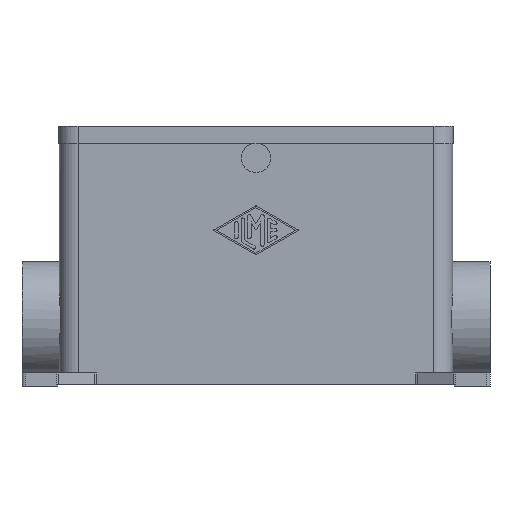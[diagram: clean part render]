
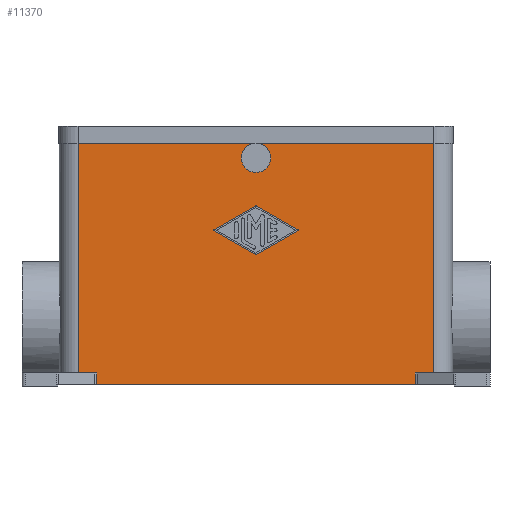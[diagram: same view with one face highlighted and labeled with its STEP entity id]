
A CAD part, front view. The second image highlights one B-rep face of the part: STEP entity #11370.
In plain terms, the highlighted planar face has unit normal (0, -1, 0).
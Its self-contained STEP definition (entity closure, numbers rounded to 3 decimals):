
#6020=CARTESIAN_POINT('',(-49.041,-21.75,-50.5));
#6030=VERTEX_POINT('',#6020);
#6060=CARTESIAN_POINT('',(49.041,-21.75,-50.5));
#6070=DIRECTION('',(-1.,0.,0.));
#6080=VECTOR('',#6070,98.081);
#6090=LINE('',#6060,#6080);
#6100=CARTESIAN_POINT('',(49.041,-21.75,-50.5));
#6110=VERTEX_POINT('',#6100);
#6120=EDGE_CURVE('',#6110,#6030,#6090,.T.);
#10050=CARTESIAN_POINT('',(54.5,-21.75,1.5));
#10060=DIRECTION('',(0.,-1.,0.));
#10070=DIRECTION('',(0.,0.,-1.));
#10080=AXIS2_PLACEMENT_3D('',#10050,#10060,#10070);
#10090=PLANE('',#10080);
#10100=CARTESIAN_POINT('',(12.721,-21.75,-3.088));
#10110=DIRECTION('',(0.,-1.,0.));
#10120=DIRECTION('',(1.,0.,0.));
#10130=AXIS2_PLACEMENT_3D('',#10100,#10110,#10120);
#10140=CIRCLE('',#10130,0.25);
#10150=CARTESIAN_POINT('',(12.845,-21.75,-3.305));
#10160=VERTEX_POINT('',#10150);
#10170=CARTESIAN_POINT('',(12.845,-21.75,-2.871));
#10180=VERTEX_POINT('',#10170);
#10190=EDGE_CURVE('',#10160,#10180,#10140,.T.);
#10200=ORIENTED_EDGE('',*,*,#10190,.F.);
#10210=CARTESIAN_POINT('',(0.,-21.75,4.471));
#10220=DIRECTION('',(0.868,0.,-0.496));
#10230=VECTOR('',#10220,1.);
#10240=LINE('',#10210,#10230);
#10250=CARTESIAN_POINT('',(0.219,-21.75,4.346));
#10260=VERTEX_POINT('',#10250);
#10270=EDGE_CURVE('',#10260,#10180,#10240,.T.);
#10280=ORIENTED_EDGE('',*,*,#10270,.T.);
#10290=CARTESIAN_POINT('',(-0.029,-21.75,3.912))
;
#10300=DIRECTION('',(0.,-1.,0.));
#10310=DIRECTION('',(1.,0.,0.));
#10320=AXIS2_PLACEMENT_3D('',#10290,#10300,#10310);
#10330=CIRCLE('',#10320,0.5);
#10340=CARTESIAN_POINT('',(-0.277,-21.75,4.346));
#10350=VERTEX_POINT('',#10340);
#10360=EDGE_CURVE('',#10260,#10350,#10330,.T.);
#10370=ORIENTED_EDGE('',*,*,#10360,.F.);
#10380=CARTESIAN_POINT('',(0.,-21.75,4.504));
#10390=DIRECTION('',(0.868,0.,0.496));
#10400=VECTOR('',#10390,1.);
#10410=LINE('',#10380,#10400);
#10420=CARTESIAN_POINT('',(-12.903,-21.75,-2.871));
#10430=VERTEX_POINT('',#10420);
#10440=EDGE_CURVE('',#10430,#10350,#10410,.T.);
#10450=ORIENTED_EDGE('',*,*,#10440,.T.);
#10460=CARTESIAN_POINT('',(-12.779,-21.75,-3.088));
#10470=DIRECTION('',(0.,-1.,0.));
#10480=DIRECTION('',(1.,0.,0.));
#10490=AXIS2_PLACEMENT_3D('',#10460,#10470,#10480);
#10500=CIRCLE('',#10490,0.25);
#10510=CARTESIAN_POINT('',(-12.903,-21.75,-3.306));
#10520=VERTEX_POINT('',#10510);
#10530=EDGE_CURVE('',#10430,#10520,#10500,.T.);
#10540=ORIENTED_EDGE('',*,*,#10530,.F.);
#10550=CARTESIAN_POINT('',(0.,-21.75,-10.681));
#10560=DIRECTION('',(-0.868,0.,0.496));
#10570=VECTOR('',#10560,1.);
#10580=LINE('',#10550,#10570);
#10590=CARTESIAN_POINT('',(-0.277,-21.75,-10.522))
;
#10600=VERTEX_POINT('',#10590);
#10610=EDGE_CURVE('',#10600,#10520,#10580,.T.);
#10620=ORIENTED_EDGE('',*,*,#10610,.T.);
#10630=CARTESIAN_POINT('',(-0.029,-21.75,-10.088)
);
#10640=DIRECTION('',(0.,-1.,0.));
#10650=DIRECTION('',(1.,0.,0.));
#10660=AXIS2_PLACEMENT_3D('',#10630,#10640,#10650);
#10670=CIRCLE('',#10660,0.5);
#10680=CARTESIAN_POINT('',(0.219,-21.75,-10.522));
#10690=VERTEX_POINT('',#10680);
#10700=EDGE_CURVE('',#10600,#10690,#10670,.T.);
#10710=ORIENTED_EDGE('',*,*,#10700,.F.);
#10720=CARTESIAN_POINT('',(0.,-21.75,-10.648));
#10730=DIRECTION('',(-0.868,0.,-0.496));
#10740=VECTOR('',#10730,1.);
#10750=LINE('',#10720,#10740);
#10760=EDGE_CURVE('',#10160,#10690,#10750,.T.);
#10770=ORIENTED_EDGE('',*,*,#10760,.T.);
#10780=EDGE_LOOP('',(#10770,#10710,#10620,#10540,#10450,#10370,#10280,
#10200));
#10790=FACE_BOUND('',#10780,.T.);
#10800=ORIENTED_EDGE('',*,*,#6120,.F.);
#10810=CARTESIAN_POINT('',(-49.041,-21.75,-50.5));
#10820=DIRECTION('',(0.,0.,1.));
#10830=VECTOR('',#10820,3.5);
#10840=LINE('',#10810,#10830);
#10850=CARTESIAN_POINT('',(-49.041,-21.75,-47.));
#10860=VERTEX_POINT('',#10850);
#10870=EDGE_CURVE('',#6030,#10860,#10840,.T.);
#10880=ORIENTED_EDGE('',*,*,#10870,.F.);
#10890=CARTESIAN_POINT('',(-54.5,-21.75,-47.));
#10900=DIRECTION('',(1.,0.,0.));
#10910=VECTOR('',#10900,5.459);
#10920=LINE('',#10890,#10910);
#10930=CARTESIAN_POINT('',(-54.5,-21.75,-47.));
#10940=VERTEX_POINT('',#10930);
#10950=EDGE_CURVE('',#10940,#10860,#10920,.T.);
#10960=ORIENTED_EDGE('',*,*,#10950,.T.);
#10970=CARTESIAN_POINT('',(-54.5,-21.75,23.5));
#10980=DIRECTION('',(0.,0.,-1.));
#10990=VECTOR('',#10980,70.5);
#11000=LINE('',#10970,#10990);
#11010=CARTESIAN_POINT('',(-54.5,-21.75,23.5));
#11020=VERTEX_POINT('',#11010);
#11030=EDGE_CURVE('',#11020,#10940,#11000,.T.);
#11040=ORIENTED_EDGE('',*,*,#11030,.T.);
#11050=CARTESIAN_POINT('',(54.5,-21.75,23.5));
#11060=DIRECTION('',(-1.,0.,0.));
#11070=VECTOR('',#11060,109.);
#11080=LINE('',#11050,#11070);
#11090=CARTESIAN_POINT('',(54.5,-21.75,23.5));
#11100=VERTEX_POINT('',#11090);
#11110=EDGE_CURVE('',#11100,#11020,#11080,.T.);
#11120=ORIENTED_EDGE('',*,*,#11110,.T.);
#11130=CARTESIAN_POINT('',(54.5,-21.75,23.5));
#11140=DIRECTION('',(0.,0.,-1.));
#11150=VECTOR('',#11140,70.5);
#11160=LINE('',#11130,#11150);
#11170=CARTESIAN_POINT('',(54.5,-21.75,-47.));
#11180=VERTEX_POINT('',#11170);
#11190=EDGE_CURVE('',#11100,#11180,#11160,.T.);
#11200=ORIENTED_EDGE('',*,*,#11190,.F.);
#11210=CARTESIAN_POINT('',(49.041,-21.75,-47.));
#11220=DIRECTION('',(1.,0.,0.));
#11230=VECTOR('',#11220,5.459);
#11240=LINE('',#11210,#11230);
#11250=CARTESIAN_POINT('',(49.041,-21.75,-47.));
#11260=VERTEX_POINT('',#11250);
#11270=EDGE_CURVE('',#11260,#11180,#11240,.T.);
#11280=ORIENTED_EDGE('',*,*,#11270,.T.);
#11290=CARTESIAN_POINT('',(49.041,-21.75,-47.));
#11300=DIRECTION('',(0.,0.,-1.));
#11310=VECTOR('',#11300,3.5);
#11320=LINE('',#11290,#11310);
#11330=EDGE_CURVE('',#11260,#6110,#11320,.T.);
#11340=ORIENTED_EDGE('',*,*,#11330,.F.);
#11350=EDGE_LOOP('',(#11340,#11280,#11200,#11120,#11040,#10960,#10880,
#10800));
#11360=FACE_OUTER_BOUND('',#11350,.T.);
#11370=ADVANCED_FACE('',(#10790,#11360),#10090,.T.);
